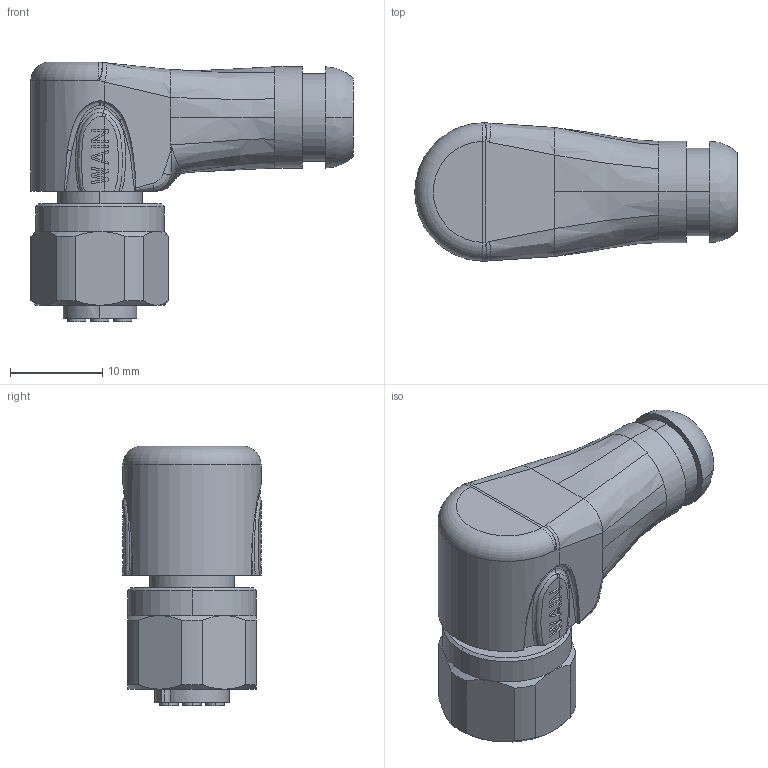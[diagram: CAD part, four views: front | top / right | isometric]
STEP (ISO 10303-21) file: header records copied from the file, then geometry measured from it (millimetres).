
FILE_DESCRIPTION((''),'2;1');
FILE_NAME('2970000005226_01-M12S-NU-304_SW','2023-12-18T',('13531'),(''),'PRO/ENGINEER BY PARAMETRIC TECHNOLOGY CORPORATION, 2012480','PRO/ENGINEER BY PARAMETRIC TECHNOLOGY CORPORATION, 2012480','');
FILE_SCHEMA(('CONFIG_CONTROL_DESIGN'));
Products named in the file (1): 2970000005226_01-M12S-NU-304_SW
Bounding box: 35 x 15 x 28.2 mm (x, y, z)
Volume: 5030.1 mm3; surface area: 4961 mm2
Topology: 1 solids, 8 shells, 928 faces, 2658 edges, 1754 vertices
Faces by surface type: plane 398, cylinder 293, cone 108, bspline 51, extrusion 51, torus 23, sphere 4
Entity records: 52519 total; most frequent: CARTESIAN_POINT 16595, ORIENTED_EDGE 5226, DIRECTION 4403, PRESENTATION_STYLE_ASSIGNMENT 3316, STYLED_ITEM 2676, CURVE_STYLE 2674, EDGE_CURVE 2623, VERTEX_POINT 1751
